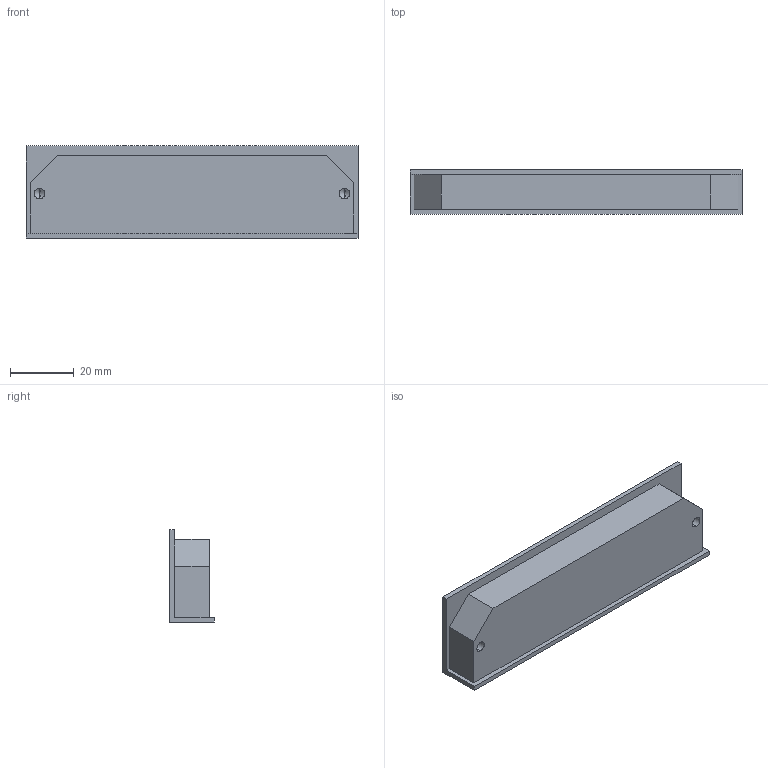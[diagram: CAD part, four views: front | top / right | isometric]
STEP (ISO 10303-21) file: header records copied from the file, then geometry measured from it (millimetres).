
FILE_DESCRIPTION (( 'STEP AP214' ), '1' );
FILE_NAME ('F002627,F002629,F002630_3D.step', '2022-07-07T08:13:56', ( '' ), ( '' ), 'SwSTEP 2.0', 'SolidWorks 2020', '' );
FILE_SCHEMA (( 'AUTOMOTIVE_DESIGN' ));
Length unit declared in the file: millimetre
Products named in the file (1): F002627,F002629,F002630_3D
Bounding box: 104.5 x 14 x 29 mm (x, y, z)
Volume: 11850.9 mm3; surface area: 10679.9 mm2
Topology: 1 solids, 1 shells, 28 faces, 74 edges, 46 vertices
Faces by surface type: plane 20, cylinder 4, cone 4
Entity records: 904 total; most frequent: CARTESIAN_POINT 145, ORIENTED_EDGE 140, DIRECTION 136, EDGE_CURVE 70, VECTOR 62, LINE 62, VERTEX_POINT 46, AXIS2_PLACEMENT_3D 37
